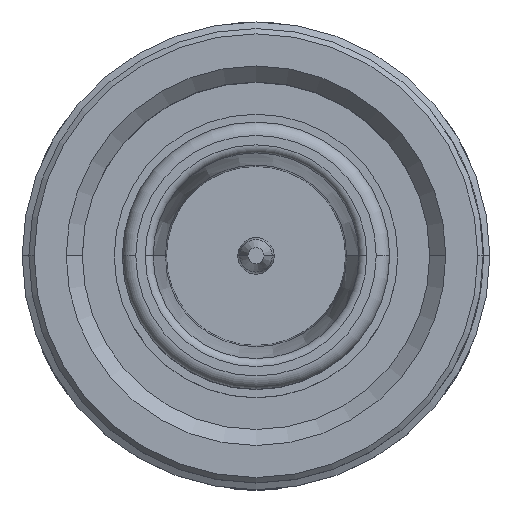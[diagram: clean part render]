
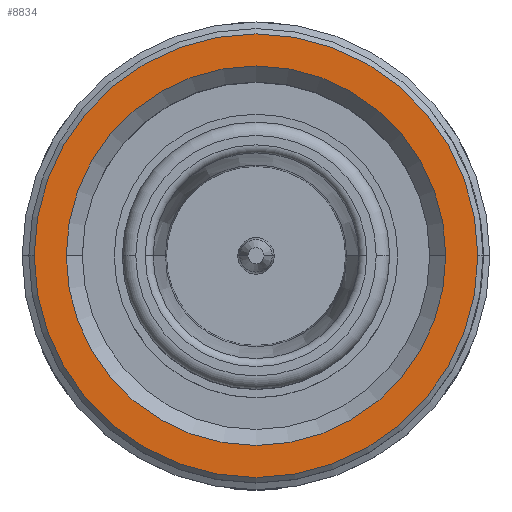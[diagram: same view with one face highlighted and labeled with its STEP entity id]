
A CAD part, top view. The second image highlights one B-rep face of the part: STEP entity #8834.
In plain terms, the highlighted planar face has unit normal (0, 0, 1).
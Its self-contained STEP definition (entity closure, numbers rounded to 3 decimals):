
#336 = FACE_BOUND ( 'NONE', #12570, .T. ) ;
#758 = DIRECTION ( 'NONE',  ( 1., 0., 0. ) ) ;
#1016 = VERTEX_POINT ( 'NONE', #11821 ) ;
#1058 = DIRECTION ( 'NONE',  ( 0., 0., 1. ) ) ;
#1472 = VERTEX_POINT ( 'NONE', #15020 ) ;
#1952 = FACE_OUTER_BOUND ( 'NONE', #10868, .T. ) ;
#4410 = VERTEX_POINT ( 'NONE', #12796 ) ;
#4537 = ORIENTED_EDGE ( 'NONE', *, *, #16842, .F. ) ;
#4670 = EDGE_CURVE ( 'NONE', #1472, #1016, #7183, .T. ) ;
#5121 = CARTESIAN_POINT ( 'NONE',  ( 0., 0., -0.5 ) ) ;
#6041 = DIRECTION ( 'NONE',  ( 0., 0., -1. ) ) ;
#6220 = DIRECTION ( 'NONE',  ( 0., 0., 1. ) ) ;
#6300 = CARTESIAN_POINT ( 'NONE',  ( 0., 0., -0.5 ) ) ;
#7183 = CIRCLE ( 'NONE', #7477, 7.1 ) ;
#7477 = AXIS2_PLACEMENT_3D ( 'NONE', #7770, #13409, #758 ) ;
#7523 = EDGE_CURVE ( 'NONE', #4410, #15471, #17059, .T. ) ;
#7770 = CARTESIAN_POINT ( 'NONE',  ( 0., 0., -0.5 ) ) ;
#8129 = CARTESIAN_POINT ( 'NONE',  ( -8.3, 0., -0.5 ) ) ;
#8834 = ADVANCED_FACE ( 'NONE', ( #1952, #336 ), #13321, .F. ) ;
#9037 = AXIS2_PLACEMENT_3D ( 'NONE', #14883, #6220, #11885 ) ;
#10440 = ORIENTED_EDGE ( 'NONE', *, *, #14492, .T. ) ;
#10536 = AXIS2_PLACEMENT_3D ( 'NONE', #11095, #1058, #17830 ) ;
#10868 = EDGE_LOOP ( 'NONE', ( #10440, #18142 ) ) ;
#11095 = CARTESIAN_POINT ( 'NONE',  ( 0., 0., -0.5 ) ) ;
#11709 = DIRECTION ( 'NONE',  ( -1., 0., 0. ) ) ;
#11821 = CARTESIAN_POINT ( 'NONE',  ( 7.1, 0., -0.5 ) ) ;
#11885 = DIRECTION ( 'NONE',  ( 1., 0., 0. ) ) ;
#12570 = EDGE_LOOP ( 'NONE', ( #4537, #13524 ) ) ;
#12796 = CARTESIAN_POINT ( 'NONE',  ( 8.3, 0., -0.5 ) ) ;
#12942 = AXIS2_PLACEMENT_3D ( 'NONE', #5121, #15410, #17729 ) ;
#13321 = PLANE ( 'NONE',  #18225 ) ;
#13409 = DIRECTION ( 'NONE',  ( 0., 0., 1. ) ) ;
#13524 = ORIENTED_EDGE ( 'NONE', *, *, #4670, .F. ) ;
#14492 = EDGE_CURVE ( 'NONE', #15471, #4410, #17577, .T. ) ;
#14883 = CARTESIAN_POINT ( 'NONE',  ( 0., 0., -0.5 ) ) ;
#15020 = CARTESIAN_POINT ( 'NONE',  ( -7.1, 0., -0.5 ) ) ;
#15410 = DIRECTION ( 'NONE',  ( 0., 0., 1. ) ) ;
#15471 = VERTEX_POINT ( 'NONE', #8129 ) ;
#16842 = EDGE_CURVE ( 'NONE', #1016, #1472, #17570, .T. ) ;
#17059 = CIRCLE ( 'NONE', #12942, 8.3 ) ;
#17570 = CIRCLE ( 'NONE', #9037, 7.1 ) ;
#17577 = CIRCLE ( 'NONE', #10536, 8.3 ) ;
#17729 = DIRECTION ( 'NONE',  ( 1., 0., 0. ) ) ;
#17830 = DIRECTION ( 'NONE',  ( 1., 0., 0. ) ) ;
#18142 = ORIENTED_EDGE ( 'NONE', *, *, #7523, .T. ) ;
#18225 = AXIS2_PLACEMENT_3D ( 'NONE', #6300, #6041, #11709 ) ;
